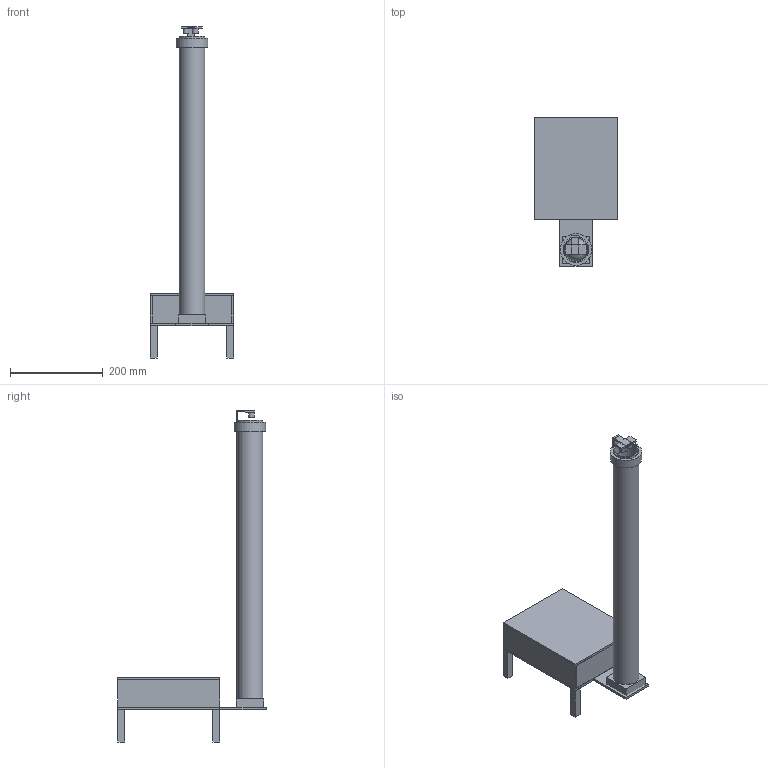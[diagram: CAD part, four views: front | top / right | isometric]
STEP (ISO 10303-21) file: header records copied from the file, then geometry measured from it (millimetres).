
FILE_DESCRIPTION(('FreeCAD Model'),'2;1');
FILE_NAME('Levitador_fin_20nov23.step','2023-11-27T16:56:32',('Author'),(''), 'Open CASCADE STEP processor 6.8','FreeCAD','Unknown');
FILE_SCHEMA(('AUTOMOTIVE_DESIGN_CC2 { 1 2 10303 214 -1 1 5 4 }'));
Length unit declared in the file: millimetre
Products named in the file (20): base_caja; pared1; pared2; pared3; pared4; tapa_caja; pata1; pata2; pata3; pata4; Cut; tubo_transp; Esfera; ventilador001; ultraso_cto_impres; emisor; receptor; soporte_ultraso; soporte_ultraso1; aro_base_ultraso
Bounding box: 180 x 320 x 716 mm (x, y, z)
Volume: 1056192.6 mm3; surface area: 545433.4 mm2
Topology: 21 solids, 21 shells, 129 faces, 251 edges, 162 vertices
Faces by surface type: plane 120, cylinder 8, sphere 1
Full cylindrical faces by diameter (mm): 12 x2, 52 x2, 55.88 x1, 56 x2, 68 x1
Entity records: 6835 total; most frequent: CARTESIAN_POINT 1043, DIRECTION 1012, LINE 704, VECTOR 704, ORIENTED_EDGE 496, PCURVE 496, DEFINITIONAL_REPRESENTATION 496, EDGE_CURVE 248
